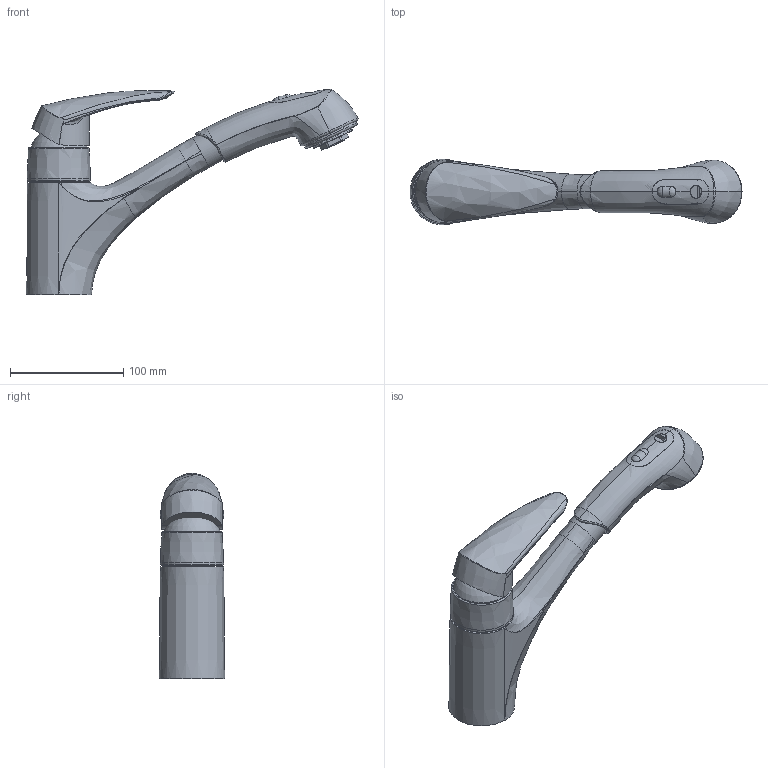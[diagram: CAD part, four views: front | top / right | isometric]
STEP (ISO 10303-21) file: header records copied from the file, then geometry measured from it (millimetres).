
FILE_DESCRIPTION(/* description */ ('Unknown'),/* implementation_level */ '2;1');
FILE_NAME(/* name */ '32257001',/* time_stamp */ '2022-09-08T05:29:47+02:00',/* author */ ('Unknown'),/* organization */ ('GROHE AG'),/* preprocessor_version */ 'ST-DEVELOPER v16.7',/* originating_system */ 'DEX',/* authorisation */ $);
FILE_SCHEMA (('AUTOMOTIVE_DESIGN {1 0 10303 214 3 1 1}'));
Length unit declared in the file: millimetre
Products named in the file (4): 3225701; id11; 02.8451.0; A_4282252_eurodisc_basin mixer_lever head
Assembly tree (3 placements, depth 2):
  3225701
    id11
    02.8451.0
    A_4282252_eurodisc_basin mixer_lever head
Bounding box: 293.32 x 58 x 181.39 mm (x, y, z)
Surface area: 87160.4 mm2 (no closed solid volume)
Topology: 0 solids, 10 shells, 218 faces, 845 edges, 628 vertices
Faces by surface type: bspline 97, cylinder 57, plane 39, cone 15, torus 9, sphere 1
Full cylindrical faces by diameter (mm): 18 x1, 30 x1
Entity records: 25462 total; most frequent: CARTESIAN_POINT 18984, ORIENTED_EDGE 1303, DIRECTION 901, EDGE_CURVE 820, VERTEX_POINT 623, B_SPLINE_CURVE_WITH_KNOTS 381, AXIS2_PLACEMENT_3D 362, FACE_BOUND 252
